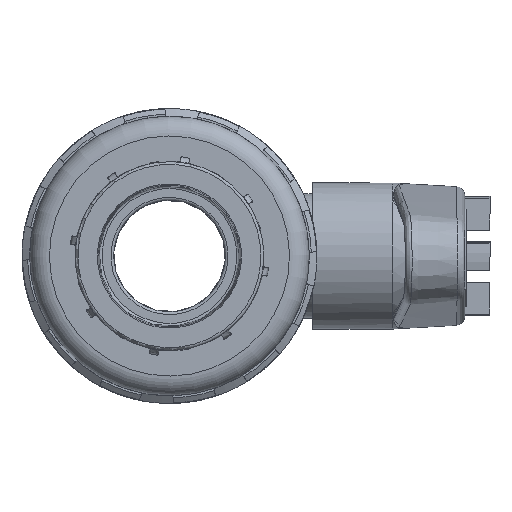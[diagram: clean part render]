
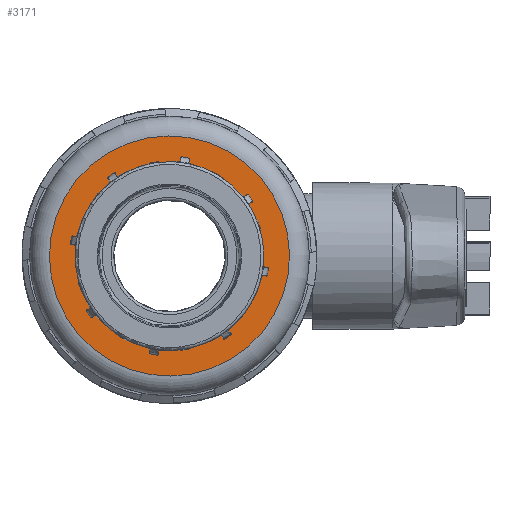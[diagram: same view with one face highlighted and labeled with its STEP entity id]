
A CAD part, left-side view. The second image highlights one B-rep face of the part: STEP entity #3171.
In plain terms, the highlighted face is planar.
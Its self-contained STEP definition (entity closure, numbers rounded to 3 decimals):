
#3171 = ADVANCED_FACE( '', ( #6684, #6685 ), #6686, .T. );
#6684 = FACE_BOUND( '', #18425, .T. );
#6685 = FACE_OUTER_BOUND( '', #18426, .T. );
#6686 = PLANE( '', #18427 );
#18425 = EDGE_LOOP( '', ( #30486 ) );
#18426 = EDGE_LOOP( '', ( #30487 ) );
#18427 = AXIS2_PLACEMENT_3D( '', #30488, #30489, #30490 );
#30486 = ORIENTED_EDGE( '', *, *, #36746, .T. );
#30487 = ORIENTED_EDGE( '', *, *, #37744, .F. );
#30488 = CARTESIAN_POINT( '', ( -21.35, 0., 21.5 ) );
#30489 = DIRECTION( '', ( 0., 0., 1. ) );
#30490 = DIRECTION( '', ( 1., 0., 0. ) );
#36746 = EDGE_CURVE( '', #42848, #42848, #42849, .T. );
#37744 = EDGE_CURVE( '', #44144, #44144, #44145, .T. );
#42848 = VERTEX_POINT( '', #59450 );
#42849 = CIRCLE( '', #59451, 15.345 );
#44144 = VERTEX_POINT( '', #62998 );
#44145 = CIRCLE( '', #62999, 21.35 );
#59450 = CARTESIAN_POINT( '', ( -15.345, 0., 21.5 ) );
#59451 = AXIS2_PLACEMENT_3D( '', #67712, #67713, #67714 );
#62998 = CARTESIAN_POINT( '', ( -21.35, 0., 21.5 ) );
#62999 = AXIS2_PLACEMENT_3D( '', #68485, #68486, #68487 );
#67712 = CARTESIAN_POINT( '', ( 0., 0., 21.5 ) );
#67713 = DIRECTION( '', ( 0., 0., -1. ) );
#67714 = DIRECTION( '', ( -1., 0., 0. ) );
#68485 = CARTESIAN_POINT( '', ( 0., 0., 21.5 ) );
#68486 = DIRECTION( '', ( 0., 0., -1. ) );
#68487 = DIRECTION( '', ( -1., 0., 0. ) );
